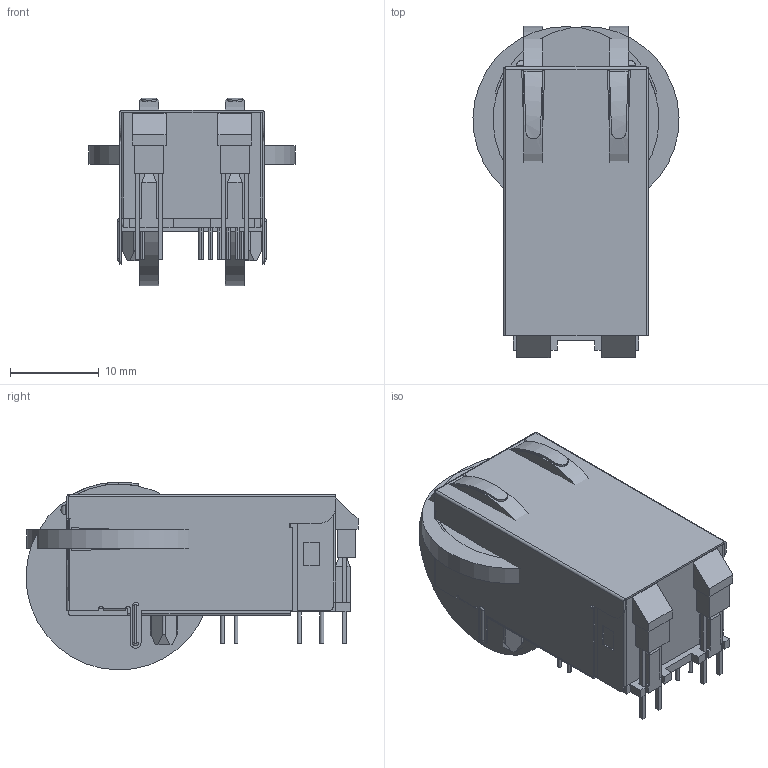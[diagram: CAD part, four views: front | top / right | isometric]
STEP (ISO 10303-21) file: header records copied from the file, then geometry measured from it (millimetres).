
FILE_DESCRIPTION(('FreeCAD Model'),'2;1');
FILE_NAME('Open CASCADE Shape Model','2021-07-18T13:36:26',( 'kicad StepUp'),('ksu MCAD'),'Open CASCADE STEP processor 7.5', 'FreeCAD','Unknown');
FILE_SCHEMA(('AUTOMOTIVE_DESIGN { 1 0 10303 214 1 1 1 1 }'));
Length unit declared in the file: millimetre
Products named in the file (1): 0826-1X1T-GJ-F
Bounding box: 23.19 x 37.36 x 21.14 mm (x, y, z)
Volume: 8319.9 mm3; surface area: 9647.1 mm2
Topology: 23 solids, 23 shells, 519 faces, 1285 edges, 812 vertices
Faces by surface type: plane 388, cylinder 121, bspline 4, revolution 4, sphere 2
Entity records: 36693 total; most frequent: CARTESIAN_POINT 9207, DIRECTION 4710, LINE 3229, VECTOR 3229, ORIENTED_EDGE 2566, PCURVE 2566, DEFINITIONAL_REPRESENTATION 2566, EDGE_CURVE 1283
